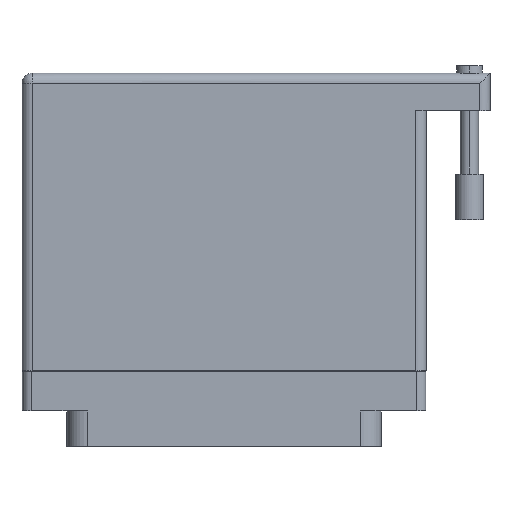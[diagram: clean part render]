
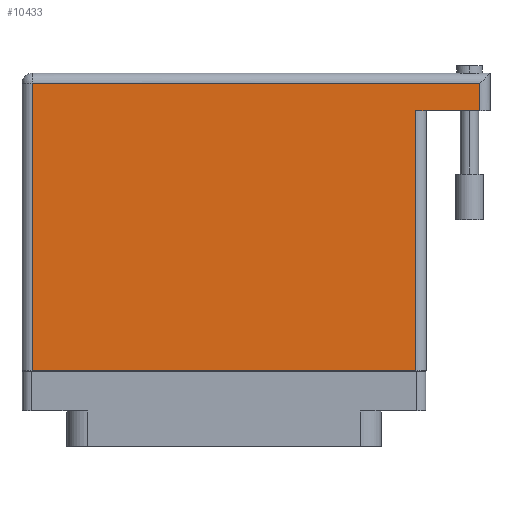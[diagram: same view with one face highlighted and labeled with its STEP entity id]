
A CAD part, front view. The second image highlights one B-rep face of the part: STEP entity #10433.
In plain terms, the highlighted face is planar.
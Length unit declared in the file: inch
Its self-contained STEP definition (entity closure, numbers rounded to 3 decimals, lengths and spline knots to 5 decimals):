
#2546 = VECTOR ( 'NONE', #47329, 39.37008 ) ;
#3189 = VERTEX_POINT ( 'NONE', #42034 ) ;
#5215 = VERTEX_POINT ( 'NONE', #77538 ) ;
#5434 = VERTEX_POINT ( 'NONE', #67889 ) ;
#5529 = CARTESIAN_POINT ( 'NONE',  ( -1.3775, 1.93, 0.765 ) ) ;
#6074 = ORIENTED_EDGE ( 'NONE', *, *, #26614, .T. ) ;
#7015 = VECTOR ( 'NONE', #20633, 39.37008 ) ;
#8311 = DIRECTION ( 'NONE',  ( -1., 0., 0. ) ) ;
#10433 = ADVANCED_FACE ( 'NONE', ( #57016 ), #45009, .F. ) ;
#13424 = CARTESIAN_POINT ( 'NONE',  ( -1.3775, 1.86, 0.765 ) ) ;
#13611 = CARTESIAN_POINT ( 'NONE',  ( 1.7425, 1.93, 0.765 ) ) ;
#14279 = LINE ( 'NONE', #23428, #83032 ) ;
#14595 = DIRECTION ( 'NONE',  ( 0., -1., 0. ) ) ;
#16043 = LINE ( 'NONE', #67954, #27265 ) ;
#19425 = VERTEX_POINT ( 'NONE', #65225 ) ;
#20633 = DIRECTION ( 'NONE',  ( 0., 1., 0. ) ) ;
#23428 = CARTESIAN_POINT ( 'NONE',  ( -1.3775, -0.1, 0.765 ) ) ;
#24456 = EDGE_CURVE ( 'NONE', #3189, #33326, #32566, .T. ) ;
#26614 = EDGE_CURVE ( 'NONE', #5215, #5434, #14279, .T. ) ;
#27079 = EDGE_CURVE ( 'NONE', #5434, #19425, #50685, .T. ) ;
#27265 = VECTOR ( 'NONE', #8311, 39.37008 ) ;
#31904 = DIRECTION ( 'NONE',  ( 0., 0., -1. ) ) ;
#32566 = LINE ( 'NONE', #13611, #2546 ) ;
#33188 = VECTOR ( 'NONE', #14595, 39.37008 ) ;
#33326 = VERTEX_POINT ( 'NONE', #42219 ) ;
#41358 = CARTESIAN_POINT ( 'NONE',  ( -1.3075, -0.1, 0.765 ) ) ;
#42034 = CARTESIAN_POINT ( 'NONE',  ( 1.7425, 1.674, 0.765 ) ) ;
#42219 = CARTESIAN_POINT ( 'NONE',  ( 1.7425, 1.86, 0.765 ) ) ;
#45009 = PLANE ( 'NONE',  #80501 ) ;
#46330 = ORIENTED_EDGE ( 'NONE', *, *, #54170, .F. ) ;
#47329 = DIRECTION ( 'NONE',  ( 0., 1., 0. ) ) ;
#50685 = LINE ( 'NONE', #60515, #7015 ) ;
#52286 = DIRECTION ( 'NONE',  ( -1., 0., 0. ) ) ;
#53550 = DIRECTION ( 'NONE',  ( -1., 0., 0. ) ) ;
#54170 = EDGE_CURVE ( 'NONE', #3189, #19425, #16043, .T. ) ;
#55523 = ORIENTED_EDGE ( 'NONE', *, *, #80703, .T. ) ;
#55667 = VECTOR ( 'NONE', #53550, 39.37008 ) ;
#56038 = DIRECTION ( 'NONE',  ( 1., 0., 0. ) ) ;
#57016 = FACE_OUTER_BOUND ( 'NONE', #65767, .T. ) ;
#58754 = ORIENTED_EDGE ( 'NONE', *, *, #24456, .T. ) ;
#59841 = LINE ( 'NONE', #13424, #55667 ) ;
#60515 = CARTESIAN_POINT ( 'NONE',  ( 1.3075, 1.674, 0.765 ) ) ;
#61929 = ORIENTED_EDGE ( 'NONE', *, *, #27079, .T. ) ;
#64013 = CARTESIAN_POINT ( 'NONE',  ( -1.3075, 1.86, 0.765 ) ) ;
#64588 = ORIENTED_EDGE ( 'NONE', *, *, #69526, .T. ) ;
#65225 = CARTESIAN_POINT ( 'NONE',  ( 1.3075, 1.674, 0.765 ) ) ;
#65767 = EDGE_LOOP ( 'NONE', ( #6074, #61929, #46330, #58754, #55523, #64588 ) ) ;
#67889 = CARTESIAN_POINT ( 'NONE',  ( 1.3075, -0.1, 0.765 ) ) ;
#67954 = CARTESIAN_POINT ( 'NONE',  ( 1.8125, 1.674, 0.765 ) ) ;
#69526 = EDGE_CURVE ( 'NONE', #77009, #5215, #73839, .T. ) ;
#73839 = LINE ( 'NONE', #41358, #33188 ) ;
#77009 = VERTEX_POINT ( 'NONE', #64013 ) ;
#77538 = CARTESIAN_POINT ( 'NONE',  ( -1.3075, -0.1, 0.765 ) ) ;
#80501 = AXIS2_PLACEMENT_3D ( 'NONE', #5529, #31904, #52286 ) ;
#80703 = EDGE_CURVE ( 'NONE', #33326, #77009, #59841, .T. ) ;
#83032 = VECTOR ( 'NONE', #56038, 39.37008 ) ;
